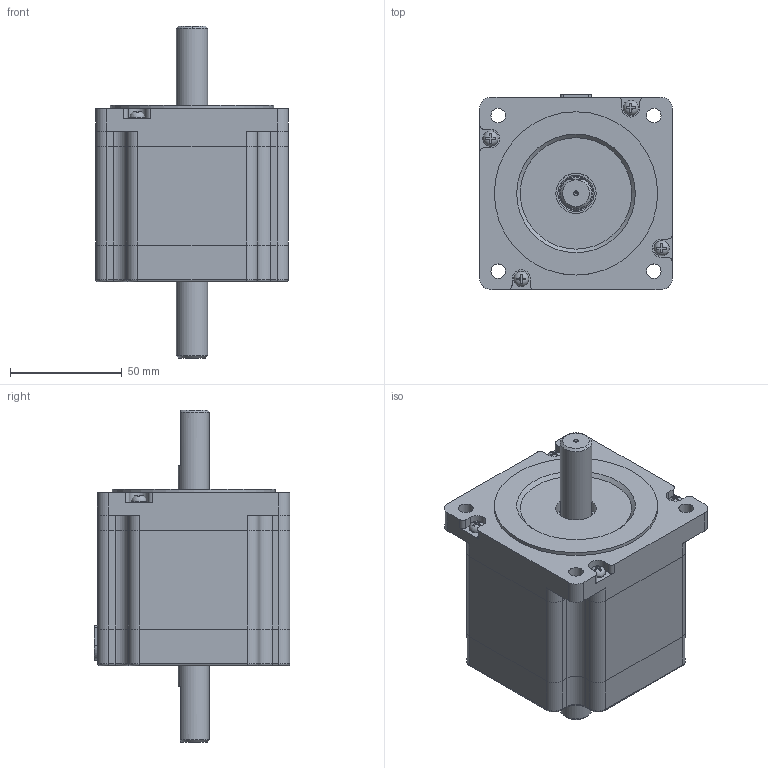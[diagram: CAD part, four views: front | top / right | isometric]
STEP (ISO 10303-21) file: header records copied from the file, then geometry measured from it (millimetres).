
FILE_DESCRIPTION(('HOOPS Exchange Step'),'2;1');
FILE_NAME('export-403E9755-F5C7-452E-9D22-801F858C9AD4.stp','2021-01-15T16:02:31+01:00',('User'),('Alibre'),'HOOPS Exchange 2020.1','Alibre','Unknown authorisation');
FILE_SCHEMA( ('AP242_MANAGED_MODEL_BASED_3D_ENGINEERING_MIM_LF {1 0 10303 442 1 1 4 }') );
Length unit declared in the file: millimetre
Products named in the file (19): 674-1 NEMA 34 stepper motor front flange; 674-2 NEMA 34 stepper motor stack; 674-4 NEMA34 shaft; NEMA 34 stepper motor back flange; 6202-2z_1; 6202-2z_2; 6202-2z_3; 6202-2z_4; 6202-2z_5; 6202-2z_6; 6202-2z_7; 6202-2z_8; 6202-2z_9; Ball Bearing 6202-ZZ; 674-5 M4x70 Bolt; 674-6 Wave_spring; 674-7 washer ring; 674-8 rubber grommet; 674 Stepper Motor DCNC-NEMA34-4.5Nm (Double Shaft)
Assembly tree (22 placements, depth 3):
  674 Stepper Motor DCNC-NEMA34-4.5Nm (Double Shaft)
    674-1 NEMA 34 stepper motor front flange
    674-2 NEMA 34 stepper motor stack
    674-4 NEMA34 shaft
    NEMA 34 stepper motor back flange
    Ball Bearing 6202-ZZ  x2
      6202-2z_1
      6202-2z_2
      6202-2z_3
      6202-2z_4
      6202-2z_5
      6202-2z_6
      6202-2z_7
      6202-2z_8
      6202-2z_9
    674-5 M4x70 Bolt  x4
    674-6 Wave_spring
    674-7 washer ring
    674-8 rubber grommet
Bounding box: 86 x 87.5 x 148.41 mm (x, y, z)
Volume: 265116.5 mm3; surface area: 122727.7 mm2
Topology: 29 solids, 93 shells, 1787 faces, 4808 edges, 3190 vertices
Faces by surface type: plane 762, extrusion 716, cylinder 199, torus 52, cone 23, bspline 19, sphere 16
Full cylindrical faces by diameter (mm): 3.3 x4, 3.85 x4, 4.5 x8, 6 x1, 6.5 x4, 6.8 x4, 14 x2, 15 x2, 16.5 x1, 18 x2, 26.3 x1, 34.2 x1, 35 x2, 52 x2, 53 x1, 53.5 x1, 73 x1, 77 x1, 80 x1, 80.5 x1
Entity records: 57270 total; most frequent: CARTESIAN_POINT 17979, ORIENTED_EDGE 8824, DIRECTION 6005, EDGE_CURVE 4412, VECTOR 3133, VERTEX_POINT 2945, LINE 2417, B_SPLINE_CURVE_WITH_KNOTS 2239
